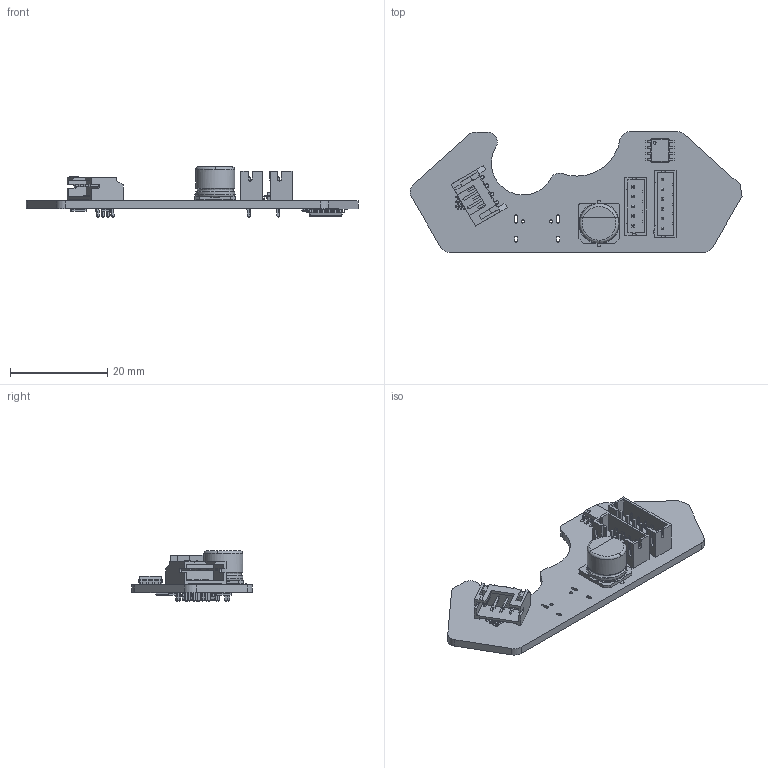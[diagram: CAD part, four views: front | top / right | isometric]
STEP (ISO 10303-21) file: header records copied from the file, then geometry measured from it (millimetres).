
FILE_DESCRIPTION(('KiCad electronic assembly'),'2;1');
FILE_NAME('VORTAC_YOLO.step','2024-07-09T00:02:10',('Pcbnew'),('Kicad'), 'Open CASCADE STEP processor 7.7','KiCad to STEP converter','Unknown' );
FILE_SCHEMA(('AUTOMOTIVE_DESIGN { 1 0 10303 214 1 1 1 1 }'));
Length unit declared in the file: millimetre
Products named in the file (18): VORTAC_YOLO 1; JST_PH_S4B-PH-K_1x04_P2.00mm_Horizontal; JST_S4B_PH_K; JST_PH_B5B-PH-K_1x05_P2.00mm_Vertical; JST_B5B_PH_K; JST_PH_B6B-PH-K_1x06_P2.00mm_Vertical; JST_B6B_PH_K; CP_Elec_8x6.9; CP_Elec_8x69; SOIC-8_3.9x4.9mm_P1.27mm; SOIC_8_39x49mm_P127mm; LQFP-48_7x7mm_P0.5mm; LQFP_48_7x7mm_P05mm; R_1206_3216Metric; Crystal_SMD_3225-4Pin_3.2x2.5mm; _autosave-VORTAC_YOLO_PCB
Assembly tree (18 placements, depth 3):
  VORTAC_YOLO 1
    JST_PH_S4B-PH-K_1x04_P2.00mm_Horizontal
      JST_S4B_PH_K
    JST_PH_B5B-PH-K_1x05_P2.00mm_Vertical
      JST_B5B_PH_K
    JST_PH_B6B-PH-K_1x06_P2.00mm_Vertical
      JST_B6B_PH_K
    CP_Elec_8x6.9
      CP_Elec_8x69
    SOIC-8_3.9x4.9mm_P1.27mm
      SOIC_8_39x49mm_P127mm
    LQFP-48_7x7mm_P0.5mm
      LQFP_48_7x7mm_P05mm
    R_1206_3216Metric  x2
      R_1206_3216Metric
    Crystal_SMD_3225-4Pin_3.2x2.5mm
      Crystal_SMD_3225-4Pin_3.2x2.5mm
    _autosave-VORTAC_YOLO_PCB
Bounding box: 68.18 x 24.74 x 10.3 mm (x, y, z)
Volume: 2838.3 mm3; surface area: 4888.4 mm2
Topology: 10 solids, 10 shells, 1688 faces, 4518 edges, 2879 vertices
Faces by surface type: plane 1218, cylinder 351, bspline 114, torus 4, revolution 1
Full cylindrical faces by diameter (mm): 0.3 x38, 0.5 x1, 0.6 x1, 0.65 x2, 0.75 x15, 8 x2
Entity records: 65456 total; most frequent: CARTESIAN_POINT 12469, ORIENTED_EDGE 8900, DIRECTION 8183, EDGE_CURVE 4450, LINE 3660, VECTOR 3660, VERTEX_POINT 2835, AXIS2_PLACEMENT_3D 2261
